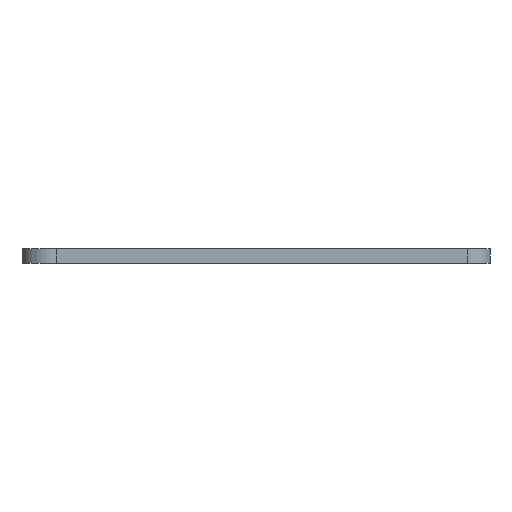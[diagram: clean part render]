
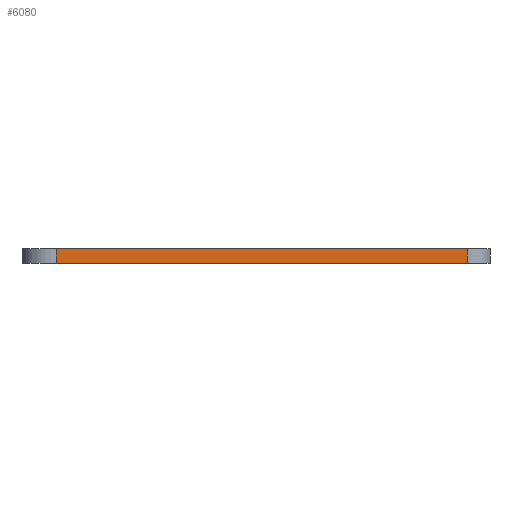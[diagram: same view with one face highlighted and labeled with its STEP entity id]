
A CAD part, left-side view. The second image highlights one B-rep face of the part: STEP entity #6080.
In plain terms, the highlighted planar face has unit normal (-1, 0, 0).
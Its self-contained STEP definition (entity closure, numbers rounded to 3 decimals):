
#83 = PLANE('',#84);
#84 = AXIS2_PLACEMENT_3D('',#85,#86,#87);
#85 = CARTESIAN_POINT('',(148.501,-105.037,1.6));
#86 = DIRECTION('',(-0.,-0.,-1.));
#87 = DIRECTION('',(-1.,0.,0.));
#111 = CYLINDRICAL_SURFACE('',#112,2.54);
#112 = AXIS2_PLACEMENT_3D('',#113,#114,#115);
#113 = CARTESIAN_POINT('',(100.241,-128.499,0.));
#114 = DIRECTION('',(-0.,-0.,-1.));
#115 = DIRECTION('',(1.,0.,-0.));
#137 = PLANE('',#138);
#138 = AXIS2_PLACEMENT_3D('',#139,#140,#141);
#139 = CARTESIAN_POINT('',(148.501,-105.037,0.));
#140 = DIRECTION('',(-0.,-0.,-1.));
#141 = DIRECTION('',(-1.,0.,0.));
#238 = EDGE_CURVE('',#239,#241,#243,.T.);
#239 = VERTEX_POINT('',#240);
#240 = CARTESIAN_POINT('',(97.701,-128.499,0.));
#241 = VERTEX_POINT('',#242);
#242 = CARTESIAN_POINT('',(97.701,-128.499,1.6));
#243 = SURFACE_CURVE('',#244,(#248,#255),.PCURVE_S1.);
#244 = LINE('',#245,#246);
#245 = CARTESIAN_POINT('',(97.701,-128.499,0.));
#246 = VECTOR('',#247,1.);
#247 = DIRECTION('',(0.,0.,1.));
#248 = PCURVE('',#111,#249);
#249 = DEFINITIONAL_REPRESENTATION('',(#250),#254);
#250 = LINE('',#251,#252);
#251 = CARTESIAN_POINT('',(-3.141,0.));
#252 = VECTOR('',#253,1.);
#253 = DIRECTION('',(-0.,-1.));
#254 = ( GEOMETRIC_REPRESENTATION_CONTEXT(2) 
PARAMETRIC_REPRESENTATION_CONTEXT() REPRESENTATION_CONTEXT('2D SPACE',''
  ) );
#255 = PCURVE('',#256,#261);
#256 = PLANE('',#257);
#257 = AXIS2_PLACEMENT_3D('',#258,#259,#260);
#258 = CARTESIAN_POINT('',(97.701,-128.499,0.));
#259 = DIRECTION('',(-1.,0.,0.));
#260 = DIRECTION('',(0.,1.,0.));
#261 = DEFINITIONAL_REPRESENTATION('',(#262),#266);
#262 = LINE('',#263,#264);
#263 = CARTESIAN_POINT('',(0.,0.));
#264 = VECTOR('',#265,1.);
#265 = DIRECTION('',(0.,-1.));
#266 = ( GEOMETRIC_REPRESENTATION_CONTEXT(2) 
PARAMETRIC_REPRESENTATION_CONTEXT() REPRESENTATION_CONTEXT('2D SPACE',''
  ) );
#326 = EDGE_CURVE('',#239,#327,#329,.T.);
#327 = VERTEX_POINT('',#328);
#328 = CARTESIAN_POINT('',(97.701,-82.779,0.));
#329 = SURFACE_CURVE('',#330,(#334,#341),.PCURVE_S1.);
#330 = LINE('',#331,#332);
#331 = CARTESIAN_POINT('',(97.701,-128.499,0.));
#332 = VECTOR('',#333,1.);
#333 = DIRECTION('',(0.,1.,0.));
#334 = PCURVE('',#137,#335);
#335 = DEFINITIONAL_REPRESENTATION('',(#336),#340);
#336 = LINE('',#337,#338);
#337 = CARTESIAN_POINT('',(50.8,-23.462));
#338 = VECTOR('',#339,1.);
#339 = DIRECTION('',(0.,1.));
#340 = ( GEOMETRIC_REPRESENTATION_CONTEXT(2) 
PARAMETRIC_REPRESENTATION_CONTEXT() REPRESENTATION_CONTEXT('2D SPACE',''
  ) );
#341 = PCURVE('',#256,#342);
#342 = DEFINITIONAL_REPRESENTATION('',(#343),#347);
#343 = LINE('',#344,#345);
#344 = CARTESIAN_POINT('',(0.,0.));
#345 = VECTOR('',#346,1.);
#346 = DIRECTION('',(1.,0.));
#347 = ( GEOMETRIC_REPRESENTATION_CONTEXT(2) 
PARAMETRIC_REPRESENTATION_CONTEXT() REPRESENTATION_CONTEXT('2D SPACE',''
  ) );
#370 = CYLINDRICAL_SURFACE('',#371,3.238);
#371 = AXIS2_PLACEMENT_3D('',#372,#373,#374);
#372 = CARTESIAN_POINT('',(100.876,-82.144,0.));
#373 = DIRECTION('',(-0.,-0.,-1.));
#374 = DIRECTION('',(1.,0.,-0.));
#3410 = EDGE_CURVE('',#241,#3411,#3413,.T.);
#3411 = VERTEX_POINT('',#3412);
#3412 = CARTESIAN_POINT('',(97.701,-82.779,1.6));
#3413 = SURFACE_CURVE('',#3414,(#3418,#3425),.PCURVE_S1.);
#3414 = LINE('',#3415,#3416);
#3415 = CARTESIAN_POINT('',(97.701,-128.499,1.6));
#3416 = VECTOR('',#3417,1.);
#3417 = DIRECTION('',(0.,1.,0.));
#3418 = PCURVE('',#83,#3419);
#3419 = DEFINITIONAL_REPRESENTATION('',(#3420),#3424);
#3420 = LINE('',#3421,#3422);
#3421 = CARTESIAN_POINT('',(50.8,-23.462));
#3422 = VECTOR('',#3423,1.);
#3423 = DIRECTION('',(0.,1.));
#3424 = ( GEOMETRIC_REPRESENTATION_CONTEXT(2) 
PARAMETRIC_REPRESENTATION_CONTEXT() REPRESENTATION_CONTEXT('2D SPACE',''
  ) );
#3425 = PCURVE('',#256,#3426);
#3426 = DEFINITIONAL_REPRESENTATION('',(#3427),#3431);
#3427 = LINE('',#3428,#3429);
#3428 = CARTESIAN_POINT('',(0.,-1.6));
#3429 = VECTOR('',#3430,1.);
#3430 = DIRECTION('',(1.,0.));
#3431 = ( GEOMETRIC_REPRESENTATION_CONTEXT(2) 
PARAMETRIC_REPRESENTATION_CONTEXT() REPRESENTATION_CONTEXT('2D SPACE',''
  ) );
#6080 = ADVANCED_FACE('',(#6081),#256,.T.);
#6081 = FACE_BOUND('',#6082,.T.);
#6082 = EDGE_LOOP('',(#6083,#6084,#6085,#6106));
#6083 = ORIENTED_EDGE('',*,*,#238,.T.);
#6084 = ORIENTED_EDGE('',*,*,#3410,.T.);
#6085 = ORIENTED_EDGE('',*,*,#6086,.F.);
#6086 = EDGE_CURVE('',#327,#3411,#6087,.T.);
#6087 = SURFACE_CURVE('',#6088,(#6092,#6099),.PCURVE_S1.);
#6088 = LINE('',#6089,#6090);
#6089 = CARTESIAN_POINT('',(97.701,-82.779,0.));
#6090 = VECTOR('',#6091,1.);
#6091 = DIRECTION('',(0.,0.,1.));
#6092 = PCURVE('',#256,#6093);
#6093 = DEFINITIONAL_REPRESENTATION('',(#6094),#6098);
#6094 = LINE('',#6095,#6096);
#6095 = CARTESIAN_POINT('',(45.72,0.));
#6096 = VECTOR('',#6097,1.);
#6097 = DIRECTION('',(0.,-1.));
#6098 = ( GEOMETRIC_REPRESENTATION_CONTEXT(2) 
PARAMETRIC_REPRESENTATION_CONTEXT() REPRESENTATION_CONTEXT('2D SPACE',''
  ) );
#6099 = PCURVE('',#370,#6100);
#6100 = DEFINITIONAL_REPRESENTATION('',(#6101),#6105);
#6101 = LINE('',#6102,#6103);
#6102 = CARTESIAN_POINT('',(-3.339,0.));
#6103 = VECTOR('',#6104,1.);
#6104 = DIRECTION('',(-0.,-1.));
#6105 = ( GEOMETRIC_REPRESENTATION_CONTEXT(2) 
PARAMETRIC_REPRESENTATION_CONTEXT() REPRESENTATION_CONTEXT('2D SPACE',''
  ) );
#6106 = ORIENTED_EDGE('',*,*,#326,.F.);
